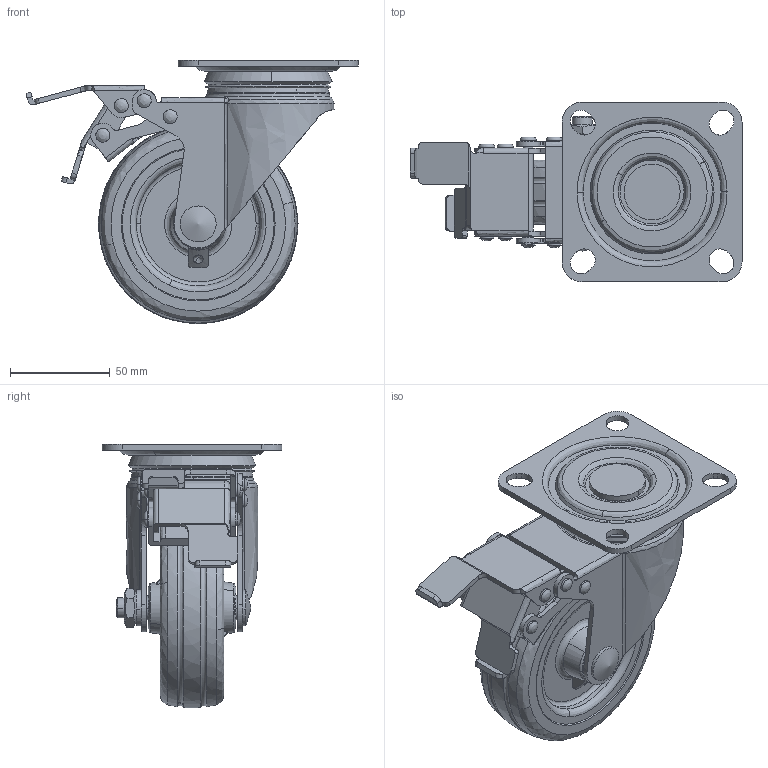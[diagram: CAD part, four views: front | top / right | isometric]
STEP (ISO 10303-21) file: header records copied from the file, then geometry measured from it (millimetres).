
FILE_DESCRIPTION((''),'2;1');
FILE_NAME('','2008-05-01T20:43:20',(''),(''),'','CADfix','');
FILE_SCHEMA(('AUTOMOTIVE_DESIGN { 1 0 10303 214 1 1 1 1 }'));
Length unit declared in the file: millimetre
Bounding box: 166.18 x 90 x 132 mm (x, y, z)
Volume: 328524 mm3; surface area: 101054.8 mm2
Topology: 6 solids, 6 shells, 479 faces, 1484 edges, 1042 vertices
Faces by surface type: bspline 479
Entity records: 22275 total; most frequent: CARTESIAN_POINT 14258, ORIENTED_EDGE 2938, EDGE_CURVE 1469, VERTEX_POINT 1042, EDGE_LOOP 555, QUASI_UNIFORM_CURVE 518, FACE_OUTER_BOUND 479, ADVANCED_FACE 479
